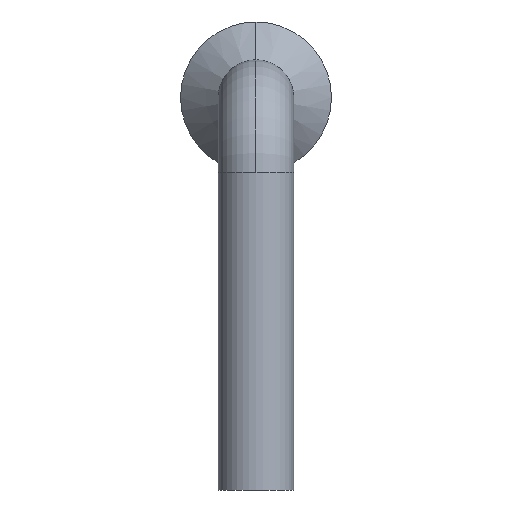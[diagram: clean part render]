
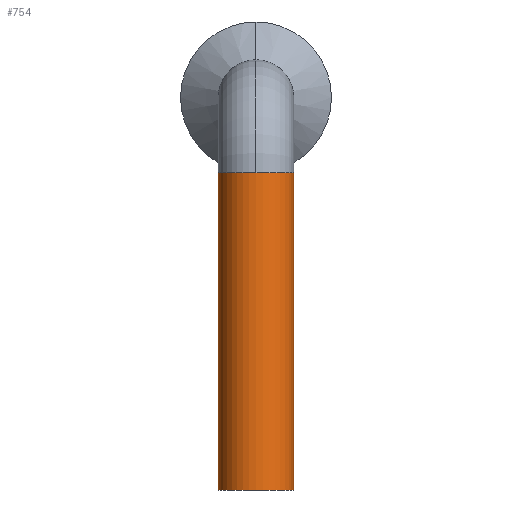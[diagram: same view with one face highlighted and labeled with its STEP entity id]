
A CAD part, left-side view. The second image highlights one B-rep face of the part: STEP entity #754.
In plain terms, the highlighted cylindrical face has radius 0.5 mm (diameter 1 mm), a partial arc.
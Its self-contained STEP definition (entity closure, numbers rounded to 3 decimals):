
#616=CARTESIAN_POINT('',(-3.04,0.,1.));
#617=VERTEX_POINT('',#616);
#627=CARTESIAN_POINT('',(-2.54,-0.5,1.));
#628=VERTEX_POINT('',#627);
#629=CARTESIAN_POINT('',(-2.54,0.,1.));
#630=DIRECTION('',(0.0,0.0,1.0));
#631=DIRECTION('',(0.0,1.0,0.0));
#632=AXIS2_PLACEMENT_3D('',#629,#630,#631);
#633=CIRCLE('',#632,0.5);
#634=EDGE_CURVE('',#617,#628,#633,.T.);
#714=CARTESIAN_POINT('',(-2.54,0.,1.));
#715=DIRECTION('',(0.,0.,-1.0));
#716=DIRECTION('',(0.0,1.0,0.0));
#717=AXIS2_PLACEMENT_3D('',#714,#715,#716);
#718=CYLINDRICAL_SURFACE('',#717,0.5);
#719=CARTESIAN_POINT('',(-2.54,0.5,-3.2));
#720=VERTEX_POINT('',#719);
#721=CARTESIAN_POINT('',(-2.54,0.5,1.));
#722=VERTEX_POINT('',#721);
#723=CARTESIAN_POINT('',(-2.54,0.5,-3.2));
#724=DIRECTION('',(0.0,0.0,1.0));
#725=VECTOR('',#724,4.2);
#726=LINE('',#723,#725);
#727=EDGE_CURVE('',#720,#722,#726,.T.);
#728=ORIENTED_EDGE('',*,*,#727,.F.);
#729=CARTESIAN_POINT('',(-2.54,-0.5,-3.2));
#730=VERTEX_POINT('',#729);
#731=CARTESIAN_POINT('',(-2.54,0.,-3.2));
#732=DIRECTION('',(0.0,0.0,1.0));
#733=DIRECTION('',(0.0,1.0,0.0));
#734=AXIS2_PLACEMENT_3D('',#731,#732,#733);
#735=CIRCLE('',#734,0.5);
#736=EDGE_CURVE('',#720,#730,#735,.T.);
#737=ORIENTED_EDGE('',*,*,#736,.T.);
#738=CARTESIAN_POINT('',(-2.54,-0.5,-3.2));
#739=DIRECTION('',(0.0,0.0,1.0));
#740=VECTOR('',#739,4.2);
#741=LINE('',#738,#740);
#742=EDGE_CURVE('',#730,#628,#741,.T.);
#743=ORIENTED_EDGE('',*,*,#742,.T.);
#744=ORIENTED_EDGE('',*,*,#634,.F.);
#745=CARTESIAN_POINT('',(-2.54,0.,1.));
#746=DIRECTION('',(0.0,0.0,1.0));
#747=DIRECTION('',(0.0,1.0,0.0));
#748=AXIS2_PLACEMENT_3D('',#745,#746,#747);
#749=CIRCLE('',#748,0.5);
#750=EDGE_CURVE('',#722,#617,#749,.T.);
#751=ORIENTED_EDGE('',*,*,#750,.F.);
#752=EDGE_LOOP('',(#728,#737,#743,#744,#751));
#753=FACE_OUTER_BOUND('',#752,.T.);
#754=ADVANCED_FACE('',(#753),#718,.T.);
